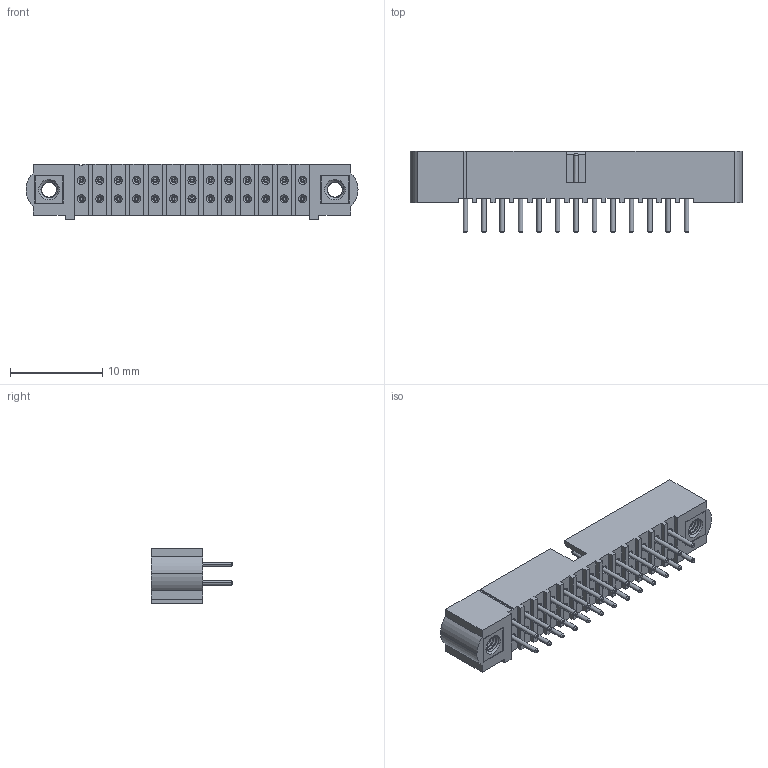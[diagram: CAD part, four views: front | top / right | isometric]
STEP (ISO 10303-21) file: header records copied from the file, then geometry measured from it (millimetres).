
FILE_DESCRIPTION(('STEP AP242'),'1');
FILE_NAME('m80-5002642.stp','2024-05-29T18:45:17',('TraceParts'),('TraceParts S.A.'),'Spatial InterOp 3D',' ',' ');
FILE_SCHEMA(('AP242_MANAGED_MODEL_BASED_3D_ENGINEERING_MIM_LF {1 0 10303 442 1 1 4}'));
Length unit declared in the file: millimetre
Products named in the file (1): m80-5002642_1
Bounding box: 36 x 8.85 x 6.05 mm (x, y, z)
Volume: 637.5 mm3; surface area: 1785.9 mm2
Topology: 29 solids, 29 shells, 933 faces, 2137 edges, 1296 vertices
Faces by surface type: plane 405, cylinder 226, cone 174, bspline 128
Entity records: 47032 total; most frequent: CARTESIAN_POINT 14357, DIRECTION 4331, ORIENTED_EDGE 4274, STYLED_ITEM 2290, PRESENTATION_STYLE_ASSIGNMENT 2290, COLOUR_RGB 2290, EDGE_CURVE 2137, CURVE_STYLE 2131
